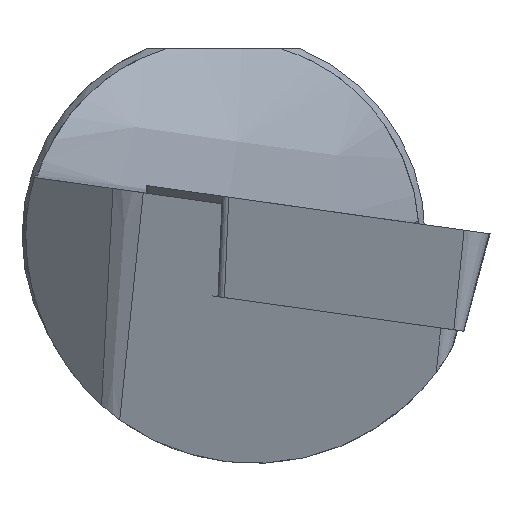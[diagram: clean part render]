
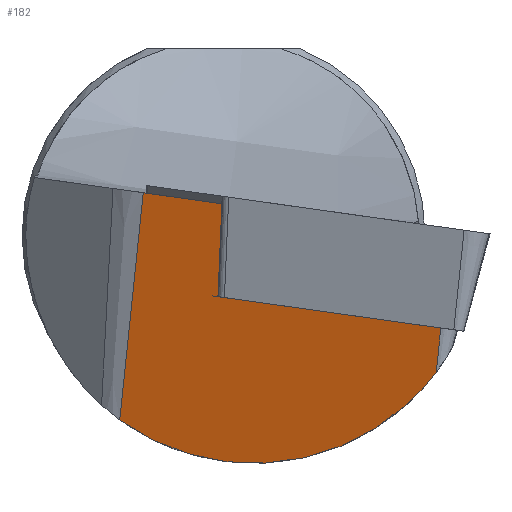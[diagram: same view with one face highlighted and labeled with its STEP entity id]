
A CAD part, left-side view. The second image highlights one B-rep face of the part: STEP entity #182.
In plain terms, the highlighted planar face has unit normal (-0.947, 0.31, -0.08).
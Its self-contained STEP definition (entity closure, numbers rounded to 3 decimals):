
#182=ADVANCED_FACE('',(#235),#217,.T.);
#217=PLANE('',#725);
#235=FACE_OUTER_BOUND('',#269,.T.);
#269=EDGE_LOOP('',(#319,#320,#321,#322,#323,#324));
#306=ELLIPSE('',#724,9.552,9.05);
#319=ORIENTED_EDGE('',*,*,#556,.F.);
#320=ORIENTED_EDGE('',*,*,#557,.F.);
#321=ORIENTED_EDGE('',*,*,#558,.T.);
#322=ORIENTED_EDGE('',*,*,#559,.T.);
#323=ORIENTED_EDGE('',*,*,#560,.F.);
#324=ORIENTED_EDGE('',*,*,#561,.F.);
#497=VERTEX_POINT('',#959);
#498=VERTEX_POINT('',#960);
#499=VERTEX_POINT('',#962);
#500=VERTEX_POINT('',#964);
#501=VERTEX_POINT('',#966);
#502=VERTEX_POINT('',#968);
#556=EDGE_CURVE('',#497,#498,#643,.T.);
#557=EDGE_CURVE('',#499,#497,#644,.T.);
#558=EDGE_CURVE('',#499,#500,#645,.T.);
#559=EDGE_CURVE('',#500,#501,#306,.T.);
#560=EDGE_CURVE('',#502,#501,#646,.T.);
#561=EDGE_CURVE('',#498,#502,#647,.T.);
#643=LINE('',#958,#683);
#644=LINE('',#961,#684);
#645=LINE('',#963,#685);
#646=LINE('',#967,#686);
#647=LINE('',#969,#687);
#683=VECTOR('',#793,1.);
#684=VECTOR('',#794,1.);
#685=VECTOR('',#795,1.);
#686=VECTOR('',#798,1.);
#687=VECTOR('',#799,1.);
#724=AXIS2_PLACEMENT_3D('',#965,#796,#797);
#725=AXIS2_PLACEMENT_3D('',#970,#800,#801);
#793=DIRECTION('',(0.097,0.042,-0.994));
#794=DIRECTION('',(-0.298,-0.945,-0.133));
#795=DIRECTION('',(0.116,0.102,-0.988));
#796=DIRECTION('',(-0.947,0.31,-0.08));
#797=DIRECTION('',(0.32,0.918,-0.235));
#798=DIRECTION('',(0.116,0.102,-0.988));
#799=DIRECTION('',(-0.298,-0.945,-0.133));
#800=DIRECTION('',(-0.947,0.31,-0.08));
#801=DIRECTION('',(-0.311,-0.95,0.));
#958=CARTESIAN_POINT('',(3.641,0.054,0.946));
#959=CARTESIAN_POINT('',(3.611,0.041,1.249));
#960=CARTESIAN_POINT('',(3.972,0.197,-2.435));
#961=CARTESIAN_POINT('',(0.76,-9.001,-0.022));
#962=CARTESIAN_POINT('',(4.603,3.187,1.691));
#963=CARTESIAN_POINT('',(4.568,3.156,1.989));
#964=CARTESIAN_POINT('',(5.665,4.119,-7.322));
#965=CARTESIAN_POINT('',(3.31,-1.2,0.));
#966=CARTESIAN_POINT('',(1.397,-8.442,-5.427));
#967=CARTESIAN_POINT('',(0.725,-9.032,0.277));
#968=CARTESIAN_POINT('',(1.191,-8.623,-3.675));
#969=CARTESIAN_POINT('',(1.191,-8.623,-3.675));
#970=CARTESIAN_POINT('',(0.725,-9.032,0.277));
